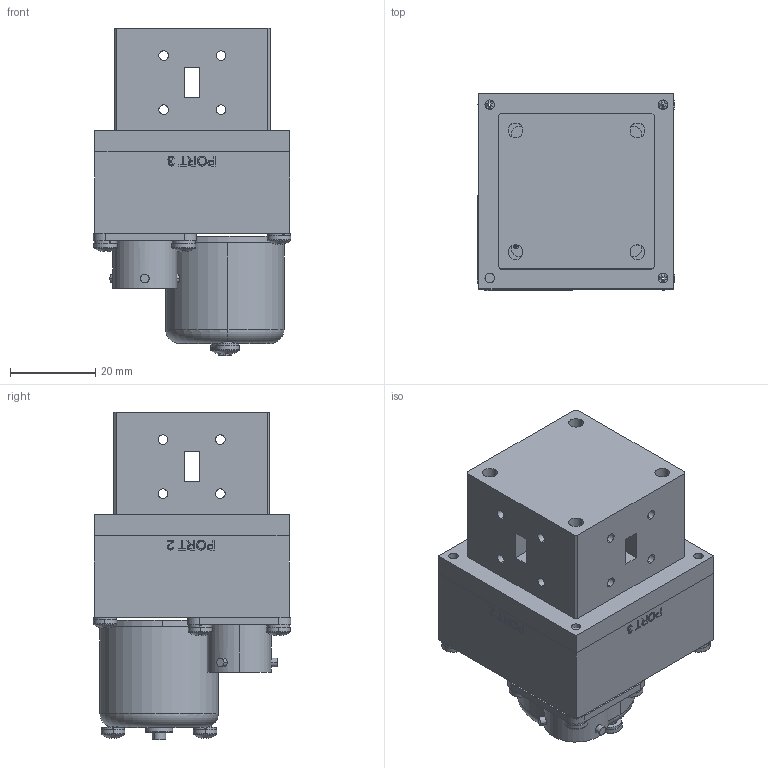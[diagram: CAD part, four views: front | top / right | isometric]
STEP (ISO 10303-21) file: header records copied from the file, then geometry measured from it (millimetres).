
FILE_DESCRIPTION (( 'STEP AP203' ), '1' );
FILE_NAME ('VAP Model.STEP', '2012-10-31T19:06:51', ( '' ), ( '' ), 'SwSTEP 2.0', 'SolidWorks 2012', '' );
FILE_SCHEMA (( 'CONFIG_CONTROL_DESIGN' ));
Length unit declared in the file: inch
Products named in the file (1): VAP Model
Bounding box: 46.39 x 46.39 x 76.71 mm (x, y, z)
Surface area: 21795.4 mm2 (no closed solid volume)
Topology: 0 solids, 49 shells, 451 faces, 1465 edges, 1067 vertices
Faces by surface type: plane 233, cylinder 147, torus 34, sphere 18, bspline 13, cone 6
Entity records: 18844 total; most frequent: CARTESIAN_POINT 5895, DIRECTION 2803, ORIENTED_EDGE 2278, EDGE_CURVE 1460, VERTEX_POINT 1064, AXIS2_PLACEMENT_3D 1058, LINE 687, VECTOR 687
